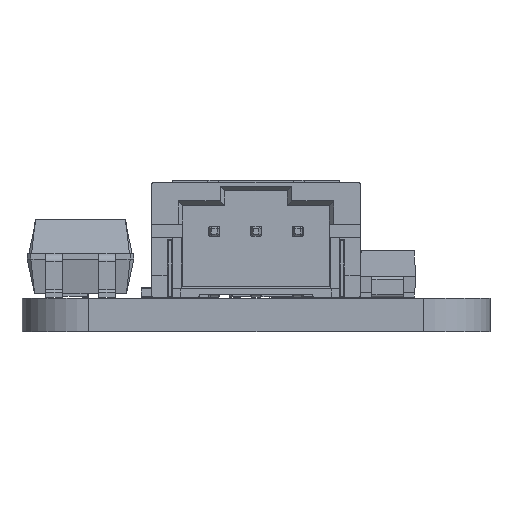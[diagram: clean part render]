
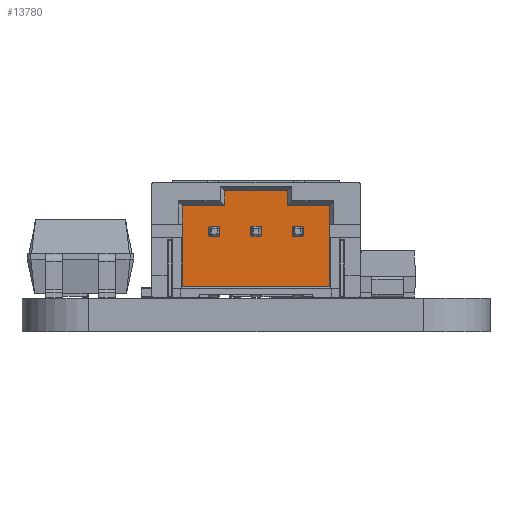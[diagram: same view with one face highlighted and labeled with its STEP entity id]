
A CAD part, left-side view. The second image highlights one B-rep face of the part: STEP entity #13780.
In plain terms, the highlighted face is planar.
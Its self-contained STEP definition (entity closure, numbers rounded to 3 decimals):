
#12982 = VERTEX_POINT('',#12983);
#12983 = CARTESIAN_POINT('',(1.4,1.7,0.5));
#12989 = EDGE_CURVE('',#12982,#12990,#12992,.T.);
#12990 = VERTEX_POINT('',#12991);
#12991 = CARTESIAN_POINT('',(1.4,1.7,4.4));
#12992 = LINE('',#12993,#12994);
#12993 = CARTESIAN_POINT('',(1.4,1.7,
    0.));
#12994 = VECTOR('',#12995,1.);
#12995 = DIRECTION('',(0.,0.,1.));
#13084 = VERTEX_POINT('',#13085);
#13085 = CARTESIAN_POINT('',(2.4,1.7,4.4));
#13342 = VERTEX_POINT('',#13343);
#13343 = CARTESIAN_POINT('',(7.4,1.7,4.4));
#13397 = EDGE_CURVE('',#13398,#13400,#13402,.T.);
#13398 = VERTEX_POINT('',#13399);
#13399 = CARTESIAN_POINT('',(8.4,1.7,4.4));
#13400 = VERTEX_POINT('',#13401);
#13401 = CARTESIAN_POINT('',(8.4,1.7,0.5));
#13402 = LINE('',#13403,#13404);
#13403 = CARTESIAN_POINT('',(8.4,1.7,6.));
#13404 = VECTOR('',#13405,1.);
#13405 = DIRECTION('',(0.,-0.,-1.));
#13768 = EDGE_CURVE('',#12990,#13084,#13769,.T.);
#13769 = LINE('',#13770,#13771);
#13770 = CARTESIAN_POINT('',(2.5,1.7,4.4));
#13771 = VECTOR('',#13772,1.);
#13772 = DIRECTION('',(1.,0.,0.));
#13780 = ADVANCED_FACE('',(#13781),#13836,.T.);
#13781 = FACE_BOUND('',#13782,.T.);
#13782 = EDGE_LOOP('',(#13783,#13791,#13792,#13793,#13799,#13800,#13806,
    #13814,#13822,#13830));
#13783 = ORIENTED_EDGE('',*,*,#13784,.T.);
#13784 = EDGE_CURVE('',#13785,#13084,#13787,.T.);
#13785 = VERTEX_POINT('',#13786);
#13786 = CARTESIAN_POINT('',(3.4,1.7,4.4));
#13787 = LINE('',#13788,#13789);
#13788 = CARTESIAN_POINT('',(0.7,1.7,4.4));
#13789 = VECTOR('',#13790,1.);
#13790 = DIRECTION('',(-1.,0.,-0.));
#13791 = ORIENTED_EDGE('',*,*,#13768,.F.);
#13792 = ORIENTED_EDGE('',*,*,#12989,.F.);
#13793 = ORIENTED_EDGE('',*,*,#13794,.T.);
#13794 = EDGE_CURVE('',#12982,#13400,#13795,.T.);
#13795 = LINE('',#13796,#13797);
#13796 = CARTESIAN_POINT('',(0.7,1.7,0.5));
#13797 = VECTOR('',#13798,1.);
#13798 = DIRECTION('',(1.,0.,0.));
#13799 = ORIENTED_EDGE('',*,*,#13397,.F.);
#13800 = ORIENTED_EDGE('',*,*,#13801,.T.);
#13801 = EDGE_CURVE('',#13398,#13342,#13802,.T.);
#13802 = LINE('',#13803,#13804);
#13803 = CARTESIAN_POINT('',(0.7,1.7,4.4));
#13804 = VECTOR('',#13805,1.);
#13805 = DIRECTION('',(-1.,0.,-0.));
#13806 = ORIENTED_EDGE('',*,*,#13807,.T.);
#13807 = EDGE_CURVE('',#13342,#13808,#13810,.T.);
#13808 = VERTEX_POINT('',#13809);
#13809 = CARTESIAN_POINT('',(6.4,1.7,4.4));
#13810 = LINE('',#13811,#13812);
#13811 = CARTESIAN_POINT('',(0.7,1.7,4.4));
#13812 = VECTOR('',#13813,1.);
#13813 = DIRECTION('',(-1.,0.,-0.));
#13814 = ORIENTED_EDGE('',*,*,#13815,.F.);
#13815 = EDGE_CURVE('',#13816,#13808,#13818,.T.);
#13816 = VERTEX_POINT('',#13817);
#13817 = CARTESIAN_POINT('',(6.4,1.7,5.1));
#13818 = LINE('',#13819,#13820);
#13819 = CARTESIAN_POINT('',(6.4,1.7,5.77));
#13820 = VECTOR('',#13821,1.);
#13821 = DIRECTION('',(0.,-0.,-1.));
#13822 = ORIENTED_EDGE('',*,*,#13823,.T.);
#13823 = EDGE_CURVE('',#13816,#13824,#13826,.T.);
#13824 = VERTEX_POINT('',#13825);
#13825 = CARTESIAN_POINT('',(3.4,1.7,5.1));
#13826 = LINE('',#13827,#13828);
#13827 = CARTESIAN_POINT('',(0.7,1.7,5.1));
#13828 = VECTOR('',#13829,1.);
#13829 = DIRECTION('',(-1.,0.,-0.));
#13830 = ORIENTED_EDGE('',*,*,#13831,.F.);
#13831 = EDGE_CURVE('',#13785,#13824,#13832,.T.);
#13832 = LINE('',#13833,#13834);
#13833 = CARTESIAN_POINT('',(3.4,1.7,3.73));
#13834 = VECTOR('',#13835,1.);
#13835 = DIRECTION('',(0.,0.,1.));
#13836 = PLANE('',#13837);
#13837 = AXIS2_PLACEMENT_3D('',#13838,#13839,#13840);
#13838 = CARTESIAN_POINT('',(0.7,1.7,5.56));
#13839 = DIRECTION('',(0.,-1.,0.));
#13840 = DIRECTION('',(0.,0.,-1.));
